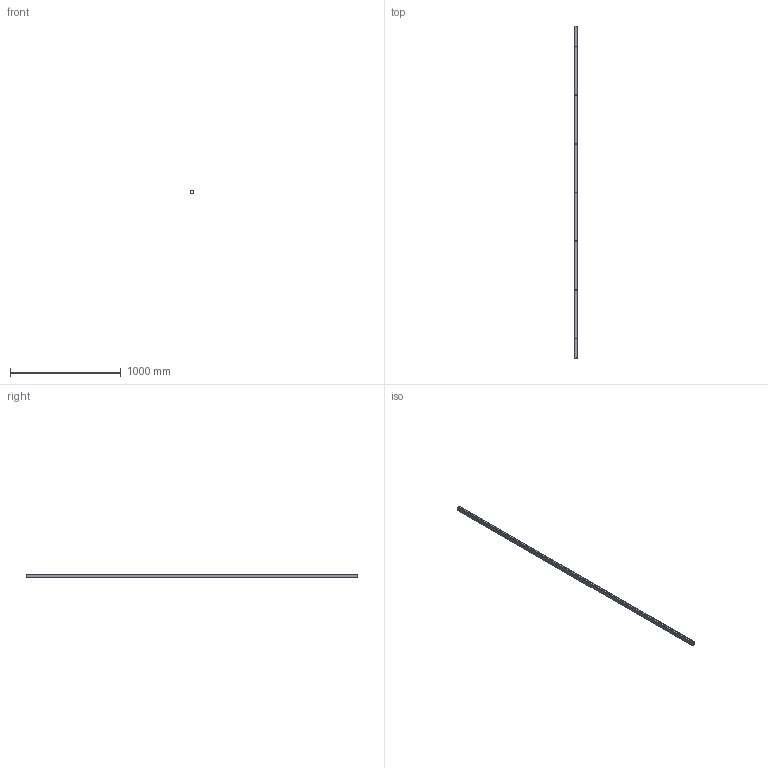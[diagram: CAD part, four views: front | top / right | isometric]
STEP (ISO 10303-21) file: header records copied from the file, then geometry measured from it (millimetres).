
FILE_DESCRIPTION(/* description */ (''),/* implementation_level */ '2;1');
FILE_NAME(/* name */ '13108_300.stp',/* time_stamp */ '2023-04-07T13:37:58+02:00',/* author */ ('Giuliano'),/* organization */ (''),/* preprocessor_version */ 'ST-DEVELOPER v18.1',/* originating_system */ 'Autodesk Inventor 2021',/* authorisation */ '');
FILE_SCHEMA (('AUTOMOTIVE_DESIGN { 1 0 10303 214 3 1 1 }'));
Length unit declared in the file: millimetre
Products named in the file (1): 13108_300
Bounding box: 27 x 3000 x 35.5 mm (x, y, z)
Volume: 637672 mm3; surface area: 671230.8 mm2
Topology: 1 solids, 1 shells, 103 faces, 282 edges, 188 vertices
Faces by surface type: cylinder 58, plane 45
Full cylindrical faces by diameter (mm): 5.3 x7, 10 x7
Entity records: 3381 total; most frequent: DIRECTION 606, CARTESIAN_POINT 574, ORIENTED_EDGE 564, EDGE_CURVE 282, AXIS2_PLACEMENT_3D 220, VERTEX_POINT 188, LINE 166, VECTOR 166
